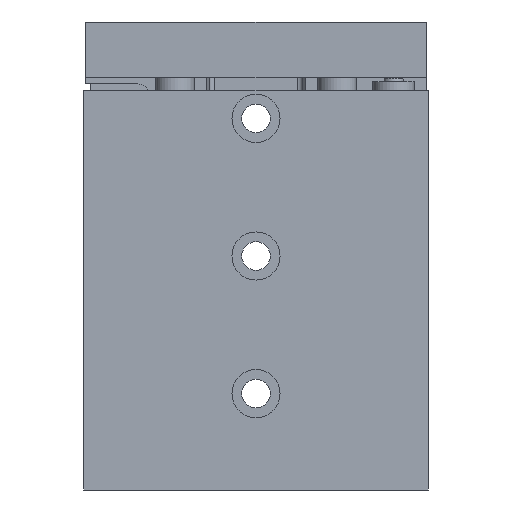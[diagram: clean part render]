
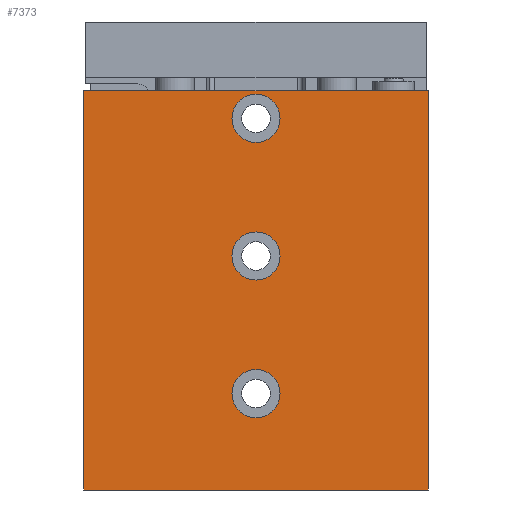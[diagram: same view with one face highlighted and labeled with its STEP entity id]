
A CAD part, front view. The second image highlights one B-rep face of the part: STEP entity #7373.
In plain terms, the highlighted planar face has unit normal (0, -1, 0).
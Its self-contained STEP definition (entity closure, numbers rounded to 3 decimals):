
#86=LINE('',#10788,#524);
#120=LINE('',#10864,#558);
#142=LINE('',#10956,#580);
#143=LINE('',#10964,#581);
#524=VECTOR('',#8664,1000.);
#558=VECTOR('',#8716,1000.);
#580=VECTOR('',#8786,1000.);
#581=VECTOR('',#8795,1000.);
#959=PLANE('',#7827);
#1246=ORIENTED_EDGE('',*,*,#2987,.F.);
#1247=ORIENTED_EDGE('',*,*,#2988,.F.);
#1248=ORIENTED_EDGE('',*,*,#2989,.F.);
#1249=ORIENTED_EDGE('',*,*,#2906,.F.);
#1250=ORIENTED_EDGE('',*,*,#2986,.F.);
#1251=ORIENTED_EDGE('',*,*,#2944,.T.);
#1252=ORIENTED_EDGE('',*,*,#2990,.T.);
#2906=EDGE_CURVE('',#3783,#3784,#86,.T.);
#2944=EDGE_CURVE('',#3817,#3816,#120,.T.);
#2986=EDGE_CURVE('',#3817,#3783,#142,.T.);
#2987=EDGE_CURVE('',#3853,#3853,#4430,.T.);
#2988=EDGE_CURVE('',#3854,#3854,#4431,.T.);
#2989=EDGE_CURVE('',#3855,#3855,#4432,.T.);
#2990=EDGE_CURVE('',#3816,#3784,#143,.T.);
#3783=VERTEX_POINT('',#10787);
#3784=VERTEX_POINT('',#10789);
#3816=VERTEX_POINT('',#10863);
#3817=VERTEX_POINT('',#10865);
#3853=VERTEX_POINT('',#10959);
#3854=VERTEX_POINT('',#10961);
#3855=VERTEX_POINT('',#10963);
#4430=CIRCLE('',#7828,3.5);
#4431=CIRCLE('',#7829,3.5);
#4432=CIRCLE('',#7830,3.5);
#4839=EDGE_LOOP('',(#1246));
#4840=EDGE_LOOP('',(#1247));
#4841=EDGE_LOOP('',(#1248));
#4842=EDGE_LOOP('',(#1249,#1250,#1251,#1252));
#5425=FACE_BOUND('',#4839,.T.);
#5426=FACE_BOUND('',#4840,.T.);
#5427=FACE_BOUND('',#4841,.T.);
#5428=FACE_BOUND('',#4842,.T.);
#7373=ADVANCED_FACE('',(#5425,#5426,#5427,#5428),#959,.T.);
#7827=AXIS2_PLACEMENT_3D('',#10957,#8787,#8788);
#7828=AXIS2_PLACEMENT_3D('',#10958,#8789,#8790);
#7829=AXIS2_PLACEMENT_3D('',#10960,#8791,#8792);
#7830=AXIS2_PLACEMENT_3D('',#10962,#8793,#8794);
#8664=DIRECTION('',(1.,0.,0.));
#8716=DIRECTION('',(1.,0.,0.));
#8786=DIRECTION('',(0.,0.,1.));
#8787=DIRECTION('',(0.,-1.,0.));
#8788=DIRECTION('',(0.,0.,-1.));
#8789=DIRECTION('',(0.,-1.,0.));
#8790=DIRECTION('',(0.,0.,-1.));
#8791=DIRECTION('',(0.,-1.,0.));
#8792=DIRECTION('',(0.,0.,-1.));
#8793=DIRECTION('',(0.,-1.,0.));
#8794=DIRECTION('',(0.,0.,-1.));
#8795=DIRECTION('',(0.,0.,1.));
#10787=CARTESIAN_POINT('',(-25.,0.,0.));
#10788=CARTESIAN_POINT('',(-25.,0.,0.));
#10789=CARTESIAN_POINT('',(25.,0.,0.));
#10863=CARTESIAN_POINT('',(25.,0.,-58.));
#10864=CARTESIAN_POINT('',(-25.,0.,-58.));
#10865=CARTESIAN_POINT('',(-25.,0.,-58.));
#10956=CARTESIAN_POINT('',(-25.,0.,-58.));
#10957=CARTESIAN_POINT('',(-25.,0.,-58.));
#10958=CARTESIAN_POINT('',(0.,0.,-24.));
#10959=CARTESIAN_POINT('',(0.,0.,-27.5));
#10960=CARTESIAN_POINT('',(0.,0.,-44.));
#10961=CARTESIAN_POINT('',(0.,0.,-47.5));
#10962=CARTESIAN_POINT('',(0.,0.,-4.));
#10963=CARTESIAN_POINT('',(0.,0.,-7.5));
#10964=CARTESIAN_POINT('',(25.,0.,-58.));
